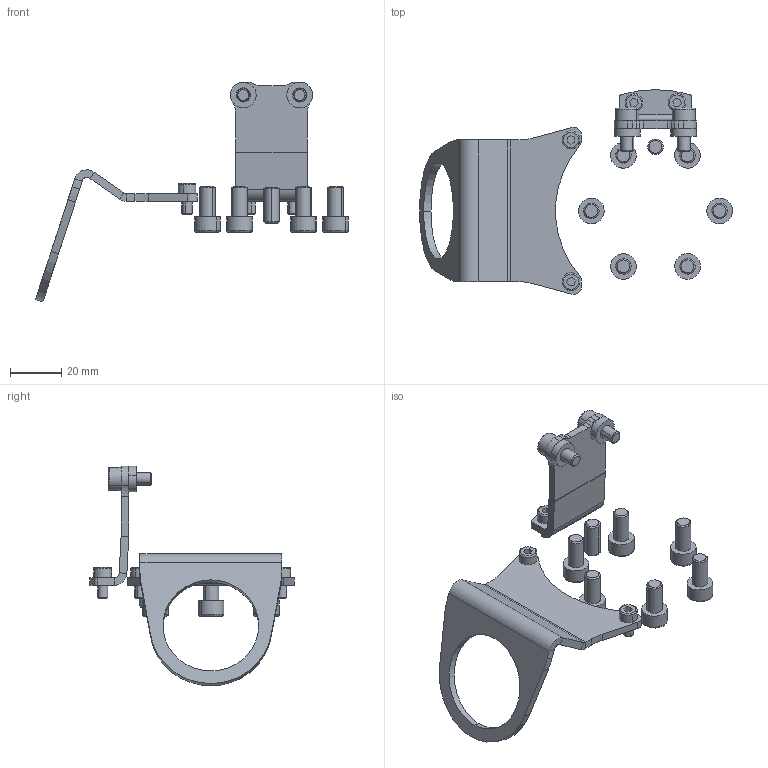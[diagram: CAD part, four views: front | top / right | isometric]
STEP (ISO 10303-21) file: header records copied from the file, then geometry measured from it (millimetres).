
FILE_DESCRIPTION (( 'STEP AP203' ), '1' );
FILE_NAME ('P5301.STEP', '2018-12-19T12:50:00', ( 'RSPlokal' ), ( 'Microsoft' ), 'SwSTEP 2.0', 'SolidWorks 2017', '' );
FILE_SCHEMA (( 'CONFIG_CONTROL_DESIGN' ));
Length unit declared in the file: millimetre
Products named in the file (1): P5301
Bounding box: 121.95 x 79.79 x 85.65 mm (x, y, z)
Volume: 22346.1 mm3; surface area: 18997.8 mm2
Topology: 17 solids, 17 shells, 322 faces, 708 edges, 444 vertices
Faces by surface type: plane 169, cylinder 101, cone 28, torus 24
Entity records: 8899 total; most frequent: DIRECTION 1632, CARTESIAN_POINT 1475, ORIENTED_EDGE 1416, EDGE_CURVE 708, AXIS2_PLACEMENT_3D 601, VERTEX_POINT 444, LINE 430, VECTOR 430
